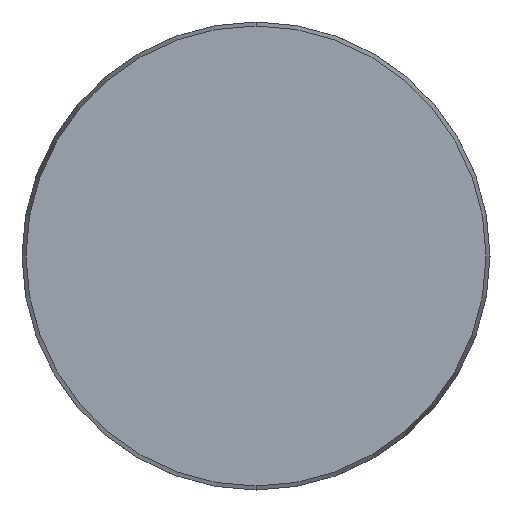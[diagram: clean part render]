
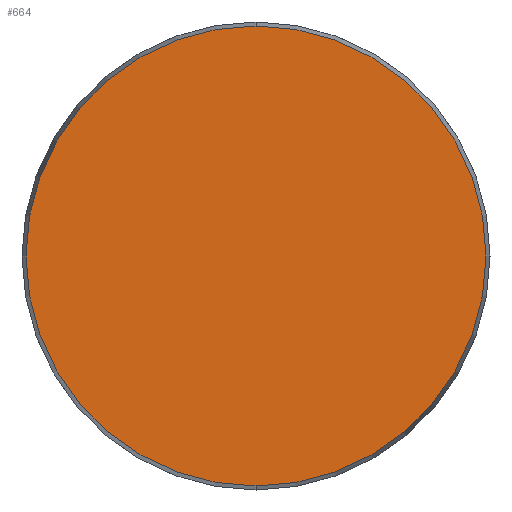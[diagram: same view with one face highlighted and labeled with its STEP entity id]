
A CAD part, front view. The second image highlights one B-rep face of the part: STEP entity #664.
In plain terms, the highlighted planar face has unit normal (0, -1, 0).
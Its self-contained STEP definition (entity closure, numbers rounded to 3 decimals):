
#28 = DIRECTION ( 'NONE',  ( 0., 1., 0. ) ) ;
#33 = AXIS2_PLACEMENT_3D ( 'NONE', #830, #441, #702 ) ;
#91 = ORIENTED_EDGE ( 'NONE', *, *, #504, .T. ) ;
#101 = DIRECTION ( 'NONE',  ( 0., 0., -1. ) ) ;
#104 = FACE_OUTER_BOUND ( 'NONE', #697, .T. ) ;
#159 = AXIS2_PLACEMENT_3D ( 'NONE', #297, #550, #101 ) ;
#163 = DIRECTION ( 'NONE',  ( 0., 0., 1. ) ) ;
#218 = VERTEX_POINT ( 'NONE', #409 ) ;
#297 = CARTESIAN_POINT ( 'NONE',  ( 0., 0., 0. ) ) ;
#360 = PLANE ( 'NONE',  #488 ) ;
#404 = EDGE_CURVE ( 'NONE', #218, #607, #567, .T. ) ;
#407 = CIRCLE ( 'NONE', #33, 49.143 ) ;
#409 = CARTESIAN_POINT ( 'NONE',  ( 0., 0., -49.143 ) ) ;
#441 = DIRECTION ( 'NONE',  ( 0., -1., 0. ) ) ;
#488 = AXIS2_PLACEMENT_3D ( 'NONE', #558, #28, #163 ) ;
#504 = EDGE_CURVE ( 'NONE', #607, #218, #407, .T. ) ;
#524 = CARTESIAN_POINT ( 'NONE',  ( 0., 0., 49.143 ) ) ;
#548 = ORIENTED_EDGE ( 'NONE', *, *, #404, .T. ) ;
#550 = DIRECTION ( 'NONE',  ( 0., -1., 0. ) ) ;
#558 = CARTESIAN_POINT ( 'NONE',  ( -49.143, 0., 0. ) ) ;
#567 = CIRCLE ( 'NONE', #159, 49.143 ) ;
#607 = VERTEX_POINT ( 'NONE', #524 ) ;
#664 = ADVANCED_FACE ( 'NONE', ( #104 ), #360, .F. ) ;
#697 = EDGE_LOOP ( 'NONE', ( #91, #548 ) ) ;
#702 = DIRECTION ( 'NONE',  ( 0., 0., -1. ) ) ;
#830 = CARTESIAN_POINT ( 'NONE',  ( 0., 0., 0. ) ) ;
